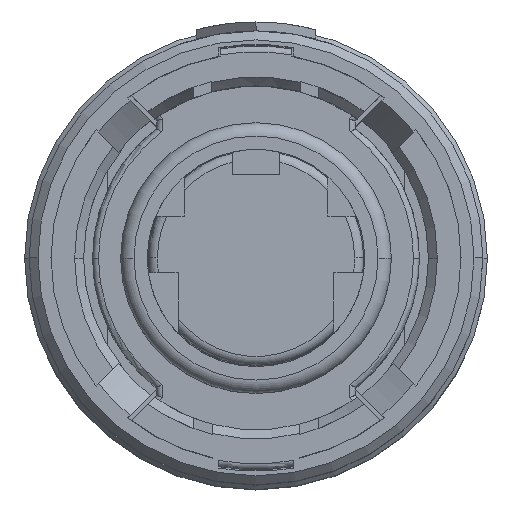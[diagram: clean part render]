
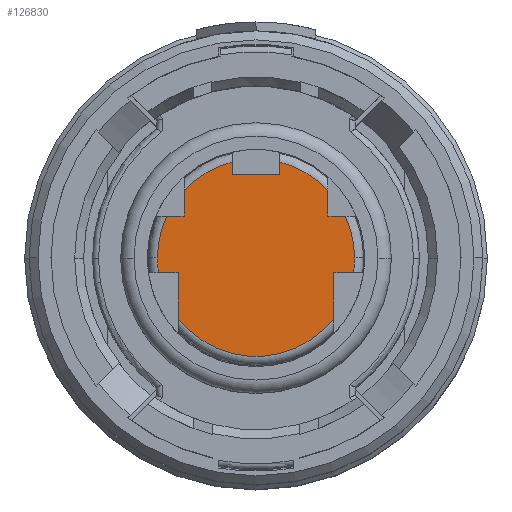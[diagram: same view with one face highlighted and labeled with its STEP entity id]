
A CAD part, top view. The second image highlights one B-rep face of the part: STEP entity #126830.
In plain terms, the highlighted planar face has unit normal (0, 0, 1).
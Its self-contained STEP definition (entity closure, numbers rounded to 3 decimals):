
#4540=CARTESIAN_POINT('',(-0.8,2.8,0.));
#4550=VERTEX_POINT('',#4540);
#4580=CARTESIAN_POINT('',(-0.8,0.,0.));
#4590=DIRECTION('',(0.,1.,0.));
#4600=VECTOR('',#4590,1.);
#4610=LINE('',#4580,#4600);
#4620=CARTESIAN_POINT('',(-0.8,3.202,0.));
#4630=VERTEX_POINT('',#4620);
#4640=EDGE_CURVE('',#4550,#4630,#4610,.T.);
#5510=CARTESIAN_POINT('',(-2.61,-0.5,0.));
#5520=VERTEX_POINT('',#5510);
#5550=CARTESIAN_POINT('',(-2.61,0.,0.));
#5560=DIRECTION('',(0.,-1.,0.));
#5570=VECTOR('',#5560,1.);
#5580=LINE('',#5550,#5570);
#5590=CARTESIAN_POINT('',(-2.61,-2.019,0.));
#5600=VERTEX_POINT('',#5590);
#5610=EDGE_CURVE('',#5520,#5600,#5580,.T.);
#6530=CARTESIAN_POINT('',(2.41,1.4,0.));
#6540=VERTEX_POINT('',#6530);
#6570=CARTESIAN_POINT('',(2.41,0.,0.));
#6580=DIRECTION('',(0.,1.,0.));
#6590=VECTOR('',#6580,1.);
#6600=LINE('',#6570,#6590);
#6610=CARTESIAN_POINT('',(2.41,2.254,0.));
#6620=VERTEX_POINT('',#6610);
#6630=EDGE_CURVE('',#6540,#6620,#6600,.T.);
#7500=CARTESIAN_POINT('',(0.,2.8,0.));
#7510=DIRECTION('',(-1.,0.,0.));
#7520=VECTOR('',#7510,1.);
#7530=LINE('',#7500,#7520);
#7540=CARTESIAN_POINT('',(0.8,2.8,0.));
#7550=VERTEX_POINT('',#7540);
#7560=EDGE_CURVE('',#7550,#4550,#7530,.T.);
#7850=CARTESIAN_POINT('',(-2.41,1.4,0.));
#7860=VERTEX_POINT('',#7850);
#7910=CARTESIAN_POINT('',(0.,1.4,0.));
#7920=DIRECTION('',(-1.,0.,0.));
#7930=VECTOR('',#7920,1.);
#7940=LINE('',#7910,#7930);
#7950=CARTESIAN_POINT('',(-2.988,1.4,0.));
#7960=VERTEX_POINT('',#7950);
#7970=EDGE_CURVE('',#7860,#7960,#7940,.T.);
#10280=CARTESIAN_POINT('',(2.988,1.4,0.));
#10290=VERTEX_POINT('',#10280);
#10320=CARTESIAN_POINT('',(0.,1.4,0.));
#10330=DIRECTION('',(-1.,0.,0.));
#10340=VECTOR('',#10330,1.);
#10350=LINE('',#10320,#10340);
#10360=EDGE_CURVE('',#10290,#6540,#10350,.T.);
#123030=CARTESIAN_POINT('',(-2.41,2.254,0.));
#123040=VERTEX_POINT('',#123030);
#123070=CARTESIAN_POINT('',(-2.41,0.,0.));
#123080=DIRECTION('',(0.,-1.,0.));
#123090=VECTOR('',#123080,1.);
#123100=LINE('',#123070,#123090);
#123110=EDGE_CURVE('',#123040,#7860,#123100,.T.);
#123280=CARTESIAN_POINT('',(0.,0.,0.));
#123290=DIRECTION('',(0.,0.,1.));
#123300=DIRECTION('',(1.,0.,0.));
#123310=AXIS2_PLACEMENT_3D('',#123280,#123290,#123300);
#123320=CIRCLE('',#123310,3.3);
#123330=CARTESIAN_POINT('',(0.8,3.202,0.));
#123340=VERTEX_POINT('',#123330);
#123350=EDGE_CURVE('',#6620,#123340,#123320,.T.);
#123970=CARTESIAN_POINT('',(0.,0.,0.));
#123980=DIRECTION('',(0.,0.,1.));
#123990=DIRECTION('',(1.,0.,0.));
#124000=AXIS2_PLACEMENT_3D('',#123970,#123980,#123990);
#124010=CIRCLE('',#124000,3.3);
#124020=CARTESIAN_POINT('',(2.61,-2.019,0.));
#124030=VERTEX_POINT('',#124020);
#124040=EDGE_CURVE('',#5600,#124030,#124010,.T.);
#124850=CARTESIAN_POINT('',(3.3,0.,0.));
#124860=VERTEX_POINT('',#124850);
#124890=CARTESIAN_POINT('',(0.,0.,0.));
#124900=DIRECTION('',(0.,0.,1.));
#124910=DIRECTION('',(1.,0.,0.));
#124920=AXIS2_PLACEMENT_3D('',#124890,#124900,#124910);
#124930=CIRCLE('',#124920,3.3);
#124940=EDGE_CURVE('',#124860,#10290,#124930,.T.);
#124990=CARTESIAN_POINT('',(0.,0.,0.));
#125000=DIRECTION('',(0.,0.,1.));
#125010=DIRECTION('',(1.,0.,0.));
#125020=AXIS2_PLACEMENT_3D('',#124990,#125000,#125010);
#125030=CIRCLE('',#125020,3.3);
#125040=EDGE_CURVE('',#4630,#123040,#125030,.T.);
#125180=CARTESIAN_POINT('',(-3.3,0.,0.));
#125190=VERTEX_POINT('',#125180);
#125220=CARTESIAN_POINT('',(0.,0.,0.));
#125230=DIRECTION('',(0.,0.,1.));
#125240=DIRECTION('',(1.,0.,0.));
#125250=AXIS2_PLACEMENT_3D('',#125220,#125230,#125240);
#125260=CIRCLE('',#125250,3.3);
#125270=CARTESIAN_POINT('',(-3.262,-0.5,0.));
#125280=VERTEX_POINT('',#125270);
#125290=EDGE_CURVE('',#125190,#125280,#125260,.T.);
#126030=CARTESIAN_POINT('',(0.8,0.,0.));
#126040=DIRECTION('',(0.,-1.,0.));
#126050=VECTOR('',#126040,1.);
#126060=LINE('',#126030,#126050);
#126070=EDGE_CURVE('',#123340,#7550,#126060,.T.);
#126370=CARTESIAN_POINT('',(0.,-2.385,0.));
#126380=DIRECTION('',(-0.,0.,1.));
#126390=DIRECTION('',(0.,-1.,0.));
#126400=AXIS2_PLACEMENT_3D('',#126370,#126380,#126390);
#126410=PLANE('',#126400);
#126420=CARTESIAN_POINT('',(3.262,-0.5,0.));
#126430=VERTEX_POINT('',#126420);
#126440=EDGE_CURVE('',#126430,#124860,#124930,.T.);
#126450=ORIENTED_EDGE('',*,*,#126440,.T.);
#126460=CARTESIAN_POINT('',(0.,-0.5,0.));
#126470=DIRECTION('',(1.,0.,0.));
#126480=VECTOR('',#126470,1.);
#126490=LINE('',#126460,#126480);
#126500=CARTESIAN_POINT('',(2.61,-0.5,0.));
#126510=VERTEX_POINT('',#126500);
#126520=EDGE_CURVE('',#126510,#126430,#126490,.T.);
#126530=ORIENTED_EDGE('',*,*,#126520,.T.);
#126540=CARTESIAN_POINT('',(2.61,0.,0.));
#126550=DIRECTION('',(0.,1.,0.));
#126560=VECTOR('',#126550,1.);
#126570=LINE('',#126540,#126560);
#126580=EDGE_CURVE('',#124030,#126510,#126570,.T.);
#126590=ORIENTED_EDGE('',*,*,#126580,.T.);
#126600=ORIENTED_EDGE('',*,*,#124040,.T.);
#126610=ORIENTED_EDGE('',*,*,#5610,.T.);
#126620=CARTESIAN_POINT('',(0.,-0.5,0.));
#126630=DIRECTION('',(1.,0.,0.));
#126640=VECTOR('',#126630,1.);
#126650=LINE('',#126620,#126640);
#126660=EDGE_CURVE('',#125280,#5520,#126650,.T.);
#126670=ORIENTED_EDGE('',*,*,#126660,.T.);
#126680=ORIENTED_EDGE('',*,*,#125290,.T.);
#126690=EDGE_CURVE('',#7960,#125190,#125260,.T.);
#126700=ORIENTED_EDGE('',*,*,#126690,.T.);
#126710=ORIENTED_EDGE('',*,*,#7970,.T.);
#126720=ORIENTED_EDGE('',*,*,#123110,.T.);
#126730=ORIENTED_EDGE('',*,*,#125040,.T.);
#126740=ORIENTED_EDGE('',*,*,#4640,.T.);
#126750=ORIENTED_EDGE('',*,*,#7560,.T.);
#126760=ORIENTED_EDGE('',*,*,#126070,.T.);
#126770=ORIENTED_EDGE('',*,*,#123350,.T.);
#126780=ORIENTED_EDGE('',*,*,#6630,.T.);
#126790=ORIENTED_EDGE('',*,*,#10360,.T.);
#126800=ORIENTED_EDGE('',*,*,#124940,.T.);
#126810=EDGE_LOOP('',(#126800,#126790,#126780,#126770,#126760,#126750,
#126740,#126730,#126720,#126710,#126700,#126680,#126670,#126610,#126600,
#126590,#126530,#126450));
#126820=FACE_OUTER_BOUND('',#126810,.T.);
#126830=ADVANCED_FACE('',(#126820),#126410,.T.);
